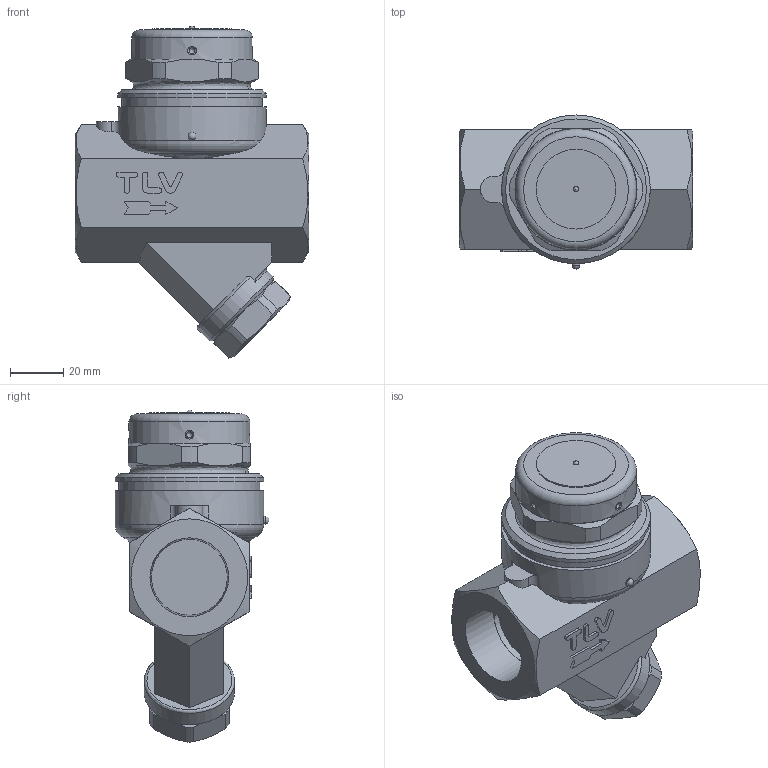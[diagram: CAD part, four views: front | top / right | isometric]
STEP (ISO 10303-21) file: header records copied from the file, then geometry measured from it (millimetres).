
FILE_DESCRIPTION((''),'2;1');
FILE_NAME('p46rn-025-screw-00.stp','2010-01-27T15:14:12',('nakaot'),(''),'Autodesk Inventor 2008','Autodesk Inventor 2008','');
FILE_SCHEMA(('AUTOMOTIVE_DESIGN { 1 0 10303 214 1 1 1 1 }'));
Length unit declared in the file: millimetre
Products named in the file (1): p46rn-025-screw-00
Bounding box: 88 x 57.99 x 125.04 mm (x, y, z)
Volume: 246479.3 mm3; surface area: 32116.8 mm2
Topology: 2 solids, 2 shells, 147 faces, 362 edges, 234 vertices
Faces by surface type: plane 70, cylinder 33, cone 18, bspline 16, sphere 6, torus 4
Full cylindrical faces by diameter (mm): 3 x1, 30 x1, 34 x1, 45.5 x1, 53 x1, 56 x2
Entity records: 6590 total; most frequent: CARTESIAN_POINT 3387, ORIENTED_EDGE 656, DIRECTION 637, EDGE_CURVE 328, AXIS2_PLACEMENT_3D 245, VERTEX_POINT 222, EDGE_LOOP 186, FACE_OUTER_BOUND 147
